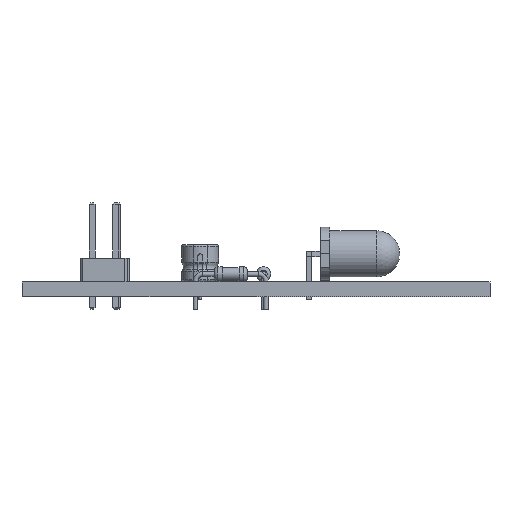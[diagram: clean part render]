
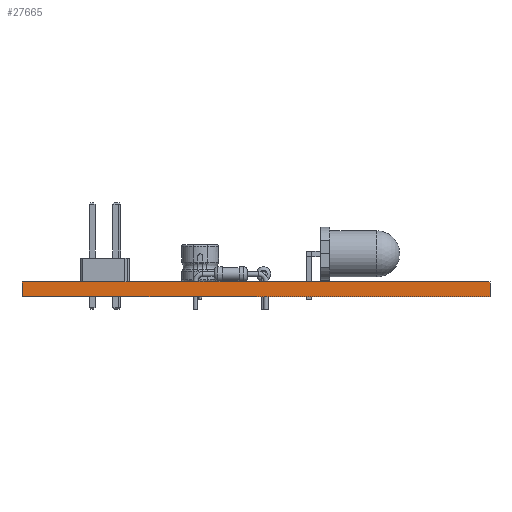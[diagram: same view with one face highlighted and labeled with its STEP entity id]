
A CAD part, front view. The second image highlights one B-rep face of the part: STEP entity #27665.
In plain terms, the highlighted planar face has unit normal (0, -1, 0).
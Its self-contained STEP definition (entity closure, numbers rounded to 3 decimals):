
#27665 = ADVANCED_FACE('',(#27666),#27700,.T.);
#27666 = FACE_BOUND('',#27667,.T.);
#27667 = EDGE_LOOP('',(#27668,#27678,#27686,#27694));
#27668 = ORIENTED_EDGE('',*,*,#27669,.T.);
#27669 = EDGE_CURVE('',#27670,#27672,#27674,.T.);
#27670 = VERTEX_POINT('',#27671);
#27671 = CARTESIAN_POINT('',(25.4,-31.75,0.));
#27672 = VERTEX_POINT('',#27673);
#27673 = CARTESIAN_POINT('',(25.4,-31.75,1.6));
#27674 = LINE('',#27675,#27676);
#27675 = CARTESIAN_POINT('',(25.4,-31.75,0.));
#27676 = VECTOR('',#27677,1.);
#27677 = DIRECTION('',(0.,0.,1.));
#27678 = ORIENTED_EDGE('',*,*,#27679,.T.);
#27679 = EDGE_CURVE('',#27672,#27680,#27682,.T.);
#27680 = VERTEX_POINT('',#27681);
#27681 = CARTESIAN_POINT('',(-25.4,-31.75,1.6));
#27682 = LINE('',#27683,#27684);
#27683 = CARTESIAN_POINT('',(25.4,-31.75,1.6));
#27684 = VECTOR('',#27685,1.);
#27685 = DIRECTION('',(-1.,0.,0.));
#27686 = ORIENTED_EDGE('',*,*,#27687,.F.);
#27687 = EDGE_CURVE('',#27688,#27680,#27690,.T.);
#27688 = VERTEX_POINT('',#27689);
#27689 = CARTESIAN_POINT('',(-25.4,-31.75,0.));
#27690 = LINE('',#27691,#27692);
#27691 = CARTESIAN_POINT('',(-25.4,-31.75,0.));
#27692 = VECTOR('',#27693,1.);
#27693 = DIRECTION('',(0.,0.,1.));
#27694 = ORIENTED_EDGE('',*,*,#27695,.F.);
#27695 = EDGE_CURVE('',#27670,#27688,#27696,.T.);
#27696 = LINE('',#27697,#27698);
#27697 = CARTESIAN_POINT('',(25.4,-31.75,0.));
#27698 = VECTOR('',#27699,1.);
#27699 = DIRECTION('',(-1.,0.,0.));
#27700 = PLANE('',#27701);
#27701 = AXIS2_PLACEMENT_3D('',#27702,#27703,#27704);
#27702 = CARTESIAN_POINT('',(25.4,-31.75,0.));
#27703 = DIRECTION('',(0.,-1.,0.));
#27704 = DIRECTION('',(-1.,0.,0.));
